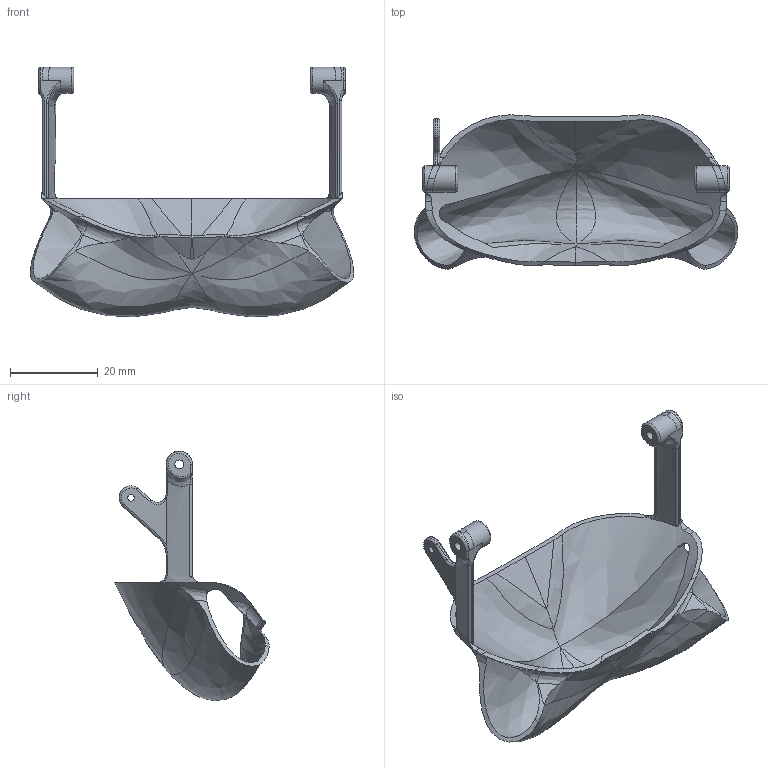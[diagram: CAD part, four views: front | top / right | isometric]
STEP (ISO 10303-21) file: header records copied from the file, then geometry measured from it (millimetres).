
FILE_DESCRIPTION(/* description */ (''),/* implementation_level */ '2;1');
FILE_NAME(/* name */ 'Reverse_Bucket.stp',/* time_stamp */ '2021-09-18T17:40:57+12:00',/* author */ ('PC'),/* organization */ (''),/* preprocessor_version */ 'ST-DEVELOPER v18.1',/* originating_system */ 'Autodesk Inventor 2021',/* authorisation */ '');
FILE_SCHEMA (('AUTOMOTIVE_DESIGN { 1 0 10303 214 3 1 1 }'));
Length unit declared in the file: millimetre
Products named in the file (1): fket
Bounding box: 73.91 x 35.22 x 57 mm (x, y, z)
Volume: 5582.1 mm3; surface area: 9922.9 mm2
Topology: 1 solids, 1 shells, 154 faces, 434 edges, 260 vertices
Faces by surface type: bspline 84, cylinder 36, plane 20, torus 10, sphere 4
Full cylindrical faces by diameter (mm): 1.5 x1, 2 x2
Entity records: 8941 total; most frequent: CARTESIAN_POINT 5773, ORIENTED_EDGE 832, EDGE_CURVE 416, DIRECTION 361, B_SPLINE_CURVE_WITH_KNOTS 273, VERTEX_POINT 260, EDGE_LOOP 160, FACE_OUTER_BOUND 154
